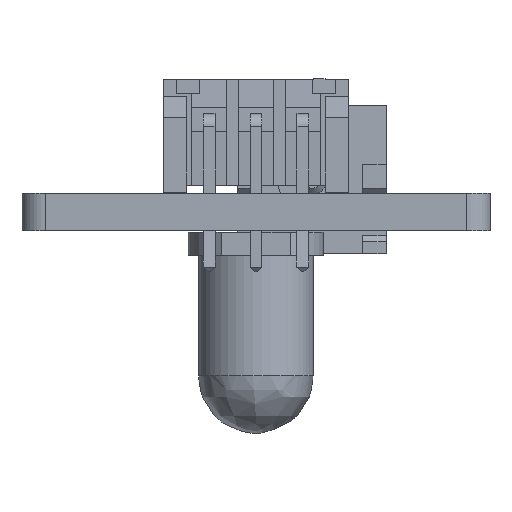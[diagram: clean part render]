
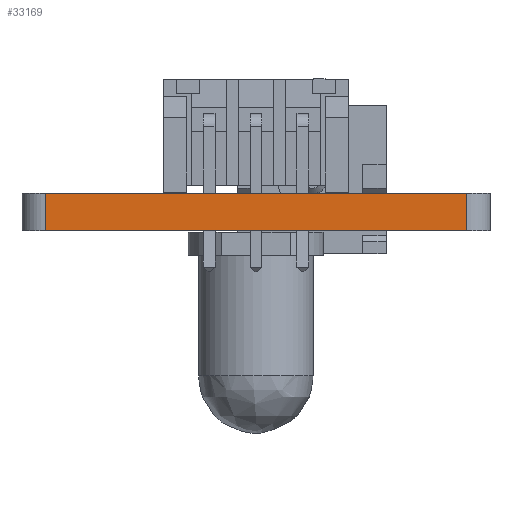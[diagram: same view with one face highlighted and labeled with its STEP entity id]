
A CAD part, front view. The second image highlights one B-rep face of the part: STEP entity #33169.
In plain terms, the highlighted planar face has unit normal (0, -1, 0).
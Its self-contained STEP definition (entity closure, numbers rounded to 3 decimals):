
#33051 = EDGE_CURVE('',#33052,#33054,#33056,.T.);
#33052 = VERTEX_POINT('',#33053);
#33053 = CARTESIAN_POINT('',(206.,-120.,0.));
#33054 = VERTEX_POINT('',#33055);
#33055 = CARTESIAN_POINT('',(206.,-120.,1.6));
#33056 = SURFACE_CURVE('',#33057,(#33061,#33073),.PCURVE_S1.);
#33057 = LINE('',#33058,#33059);
#33058 = CARTESIAN_POINT('',(206.,-120.,0.));
#33059 = VECTOR('',#33060,1.);
#33060 = DIRECTION('',(0.,0.,1.));
#33061 = PCURVE('',#33062,#33067);
#33062 = CYLINDRICAL_SURFACE('',#33063,1.);
#33063 = AXIS2_PLACEMENT_3D('',#33064,#33065,#33066);
#33064 = CARTESIAN_POINT('',(206.,-119.,0.));
#33065 = DIRECTION('',(-0.,-0.,-1.));
#33066 = DIRECTION('',(1.,0.,-0.));
#33067 = DEFINITIONAL_REPRESENTATION('',(#33068),#33072);
#33068 = LINE('',#33069,#33070);
#33069 = CARTESIAN_POINT('',(-4.712,0.));
#33070 = VECTOR('',#33071,1.);
#33071 = DIRECTION('',(-0.,-1.));
#33072 = ( GEOMETRIC_REPRESENTATION_CONTEXT(2) 
PARAMETRIC_REPRESENTATION_CONTEXT() REPRESENTATION_CONTEXT('2D SPACE',''
  ) );
#33073 = PCURVE('',#33074,#33079);
#33074 = PLANE('',#33075);
#33075 = AXIS2_PLACEMENT_3D('',#33076,#33077,#33078);
#33076 = CARTESIAN_POINT('',(206.,-120.,0.));
#33077 = DIRECTION('',(0.,-1.,0.));
#33078 = DIRECTION('',(-1.,0.,0.));
#33079 = DEFINITIONAL_REPRESENTATION('',(#33080),#33084);
#33080 = LINE('',#33081,#33082);
#33081 = CARTESIAN_POINT('',(0.,-0.));
#33082 = VECTOR('',#33083,1.);
#33083 = DIRECTION('',(0.,-1.));
#33084 = ( GEOMETRIC_REPRESENTATION_CONTEXT(2) 
PARAMETRIC_REPRESENTATION_CONTEXT() REPRESENTATION_CONTEXT('2D SPACE',''
  ) );
#33103 = PLANE('',#33104);
#33104 = AXIS2_PLACEMENT_3D('',#33105,#33106,#33107);
#33105 = CARTESIAN_POINT('',(197.,-105.,1.6));
#33106 = DIRECTION('',(0.,0.,1.));
#33107 = DIRECTION('',(1.,0.,-0.));
#33158 = PLANE('',#33159);
#33159 = AXIS2_PLACEMENT_3D('',#33160,#33161,#33162);
#33160 = CARTESIAN_POINT('',(197.,-105.,0.));
#33161 = DIRECTION('',(0.,0.,1.));
#33162 = DIRECTION('',(1.,0.,-0.));
#33169 = ADVANCED_FACE('',(#33170),#33074,.T.);
#33170 = FACE_BOUND('',#33171,.T.);
#33171 = EDGE_LOOP('',(#33172,#33173,#33196,#33224));
#33172 = ORIENTED_EDGE('',*,*,#33051,.T.);
#33173 = ORIENTED_EDGE('',*,*,#33174,.T.);
#33174 = EDGE_CURVE('',#33054,#33175,#33177,.T.);
#33175 = VERTEX_POINT('',#33176);
#33176 = CARTESIAN_POINT('',(188.,-120.,1.6));
#33177 = SURFACE_CURVE('',#33178,(#33182,#33189),.PCURVE_S1.);
#33178 = LINE('',#33179,#33180);
#33179 = CARTESIAN_POINT('',(206.,-120.,1.6));
#33180 = VECTOR('',#33181,1.);
#33181 = DIRECTION('',(-1.,0.,0.));
#33182 = PCURVE('',#33074,#33183);
#33183 = DEFINITIONAL_REPRESENTATION('',(#33184),#33188);
#33184 = LINE('',#33185,#33186);
#33185 = CARTESIAN_POINT('',(0.,-1.6));
#33186 = VECTOR('',#33187,1.);
#33187 = DIRECTION('',(1.,0.));
#33188 = ( GEOMETRIC_REPRESENTATION_CONTEXT(2) 
PARAMETRIC_REPRESENTATION_CONTEXT() REPRESENTATION_CONTEXT('2D SPACE',''
  ) );
#33189 = PCURVE('',#33103,#33190);
#33190 = DEFINITIONAL_REPRESENTATION('',(#33191),#33195);
#33191 = LINE('',#33192,#33193);
#33192 = CARTESIAN_POINT('',(9.,-15.));
#33193 = VECTOR('',#33194,1.);
#33194 = DIRECTION('',(-1.,0.));
#33195 = ( GEOMETRIC_REPRESENTATION_CONTEXT(2) 
PARAMETRIC_REPRESENTATION_CONTEXT() REPRESENTATION_CONTEXT('2D SPACE',''
  ) );
#33196 = ORIENTED_EDGE('',*,*,#33197,.F.);
#33197 = EDGE_CURVE('',#33198,#33175,#33200,.T.);
#33198 = VERTEX_POINT('',#33199);
#33199 = CARTESIAN_POINT('',(188.,-120.,0.));
#33200 = SURFACE_CURVE('',#33201,(#33205,#33212),.PCURVE_S1.);
#33201 = LINE('',#33202,#33203);
#33202 = CARTESIAN_POINT('',(188.,-120.,0.));
#33203 = VECTOR('',#33204,1.);
#33204 = DIRECTION('',(0.,0.,1.));
#33205 = PCURVE('',#33074,#33206);
#33206 = DEFINITIONAL_REPRESENTATION('',(#33207),#33211);
#33207 = LINE('',#33208,#33209);
#33208 = CARTESIAN_POINT('',(18.,0.));
#33209 = VECTOR('',#33210,1.);
#33210 = DIRECTION('',(0.,-1.));
#33211 = ( GEOMETRIC_REPRESENTATION_CONTEXT(2) 
PARAMETRIC_REPRESENTATION_CONTEXT() REPRESENTATION_CONTEXT('2D SPACE',''
  ) );
#33212 = PCURVE('',#33213,#33218);
#33213 = CYLINDRICAL_SURFACE('',#33214,1.007);
#33214 = AXIS2_PLACEMENT_3D('',#33215,#33216,#33217);
#33215 = CARTESIAN_POINT('',(188.007,-118.993,0.));
#33216 = DIRECTION('',(-0.,-0.,-1.));
#33217 = DIRECTION('',(1.,0.,-0.));
#33218 = DEFINITIONAL_REPRESENTATION('',(#33219),#33223);
#33219 = LINE('',#33220,#33221);
#33220 = CARTESIAN_POINT('',(-4.705,0.));
#33221 = VECTOR('',#33222,1.);
#33222 = DIRECTION('',(-0.,-1.));
#33223 = ( GEOMETRIC_REPRESENTATION_CONTEXT(2) 
PARAMETRIC_REPRESENTATION_CONTEXT() REPRESENTATION_CONTEXT('2D SPACE',''
  ) );
#33224 = ORIENTED_EDGE('',*,*,#33225,.F.);
#33225 = EDGE_CURVE('',#33052,#33198,#33226,.T.);
#33226 = SURFACE_CURVE('',#33227,(#33231,#33238),.PCURVE_S1.);
#33227 = LINE('',#33228,#33229);
#33228 = CARTESIAN_POINT('',(206.,-120.,0.));
#33229 = VECTOR('',#33230,1.);
#33230 = DIRECTION('',(-1.,0.,0.));
#33231 = PCURVE('',#33074,#33232);
#33232 = DEFINITIONAL_REPRESENTATION('',(#33233),#33237);
#33233 = LINE('',#33234,#33235);
#33234 = CARTESIAN_POINT('',(0.,-0.));
#33235 = VECTOR('',#33236,1.);
#33236 = DIRECTION('',(1.,0.));
#33237 = ( GEOMETRIC_REPRESENTATION_CONTEXT(2) 
PARAMETRIC_REPRESENTATION_CONTEXT() REPRESENTATION_CONTEXT('2D SPACE',''
  ) );
#33238 = PCURVE('',#33158,#33239);
#33239 = DEFINITIONAL_REPRESENTATION('',(#33240),#33244);
#33240 = LINE('',#33241,#33242);
#33241 = CARTESIAN_POINT('',(9.,-15.));
#33242 = VECTOR('',#33243,1.);
#33243 = DIRECTION('',(-1.,0.));
#33244 = ( GEOMETRIC_REPRESENTATION_CONTEXT(2) 
PARAMETRIC_REPRESENTATION_CONTEXT() REPRESENTATION_CONTEXT('2D SPACE',''
  ) );
